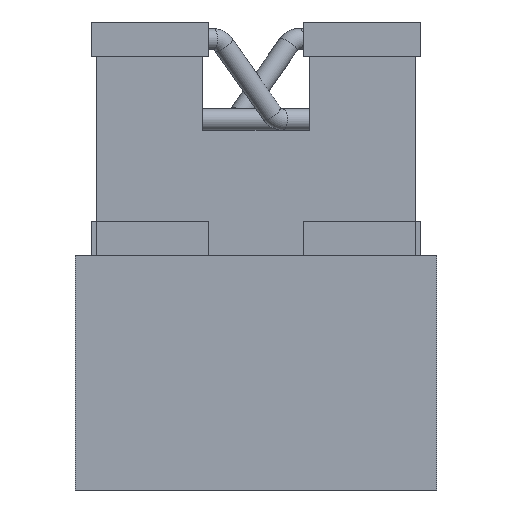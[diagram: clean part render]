
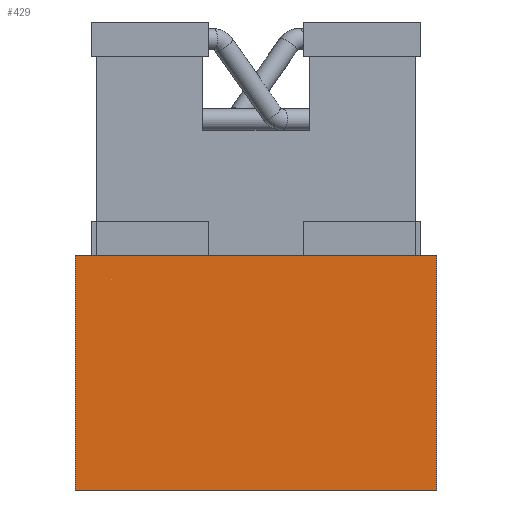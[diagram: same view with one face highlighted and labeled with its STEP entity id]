
A CAD part, left-side view. The second image highlights one B-rep face of the part: STEP entity #429.
In plain terms, the highlighted planar face has unit normal (-1, 0, 0).
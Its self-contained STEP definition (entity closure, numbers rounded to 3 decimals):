
#429 = ADVANCED_FACE( '', ( #776 ), #777, .T. );
#776 = FACE_OUTER_BOUND( '', #1266, .T. );
#777 = PLANE( '', #1267 );
#1266 = EDGE_LOOP( '', ( #5300, #5301, #5302, #5303 ) );
#1267 = AXIS2_PLACEMENT_3D( '', #5304, #5305, #5306 );
#5300 = ORIENTED_EDGE( '', *, *, #6214, .F. );
#5301 = ORIENTED_EDGE( '', *, *, #6215, .F. );
#5302 = ORIENTED_EDGE( '', *, *, #6216, .T. );
#5303 = ORIENTED_EDGE( '', *, *, #6217, .T. );
#5304 = CARTESIAN_POINT( '', ( -0.8, 0.425, -0.55 ) );
#5305 = DIRECTION( '', ( -1., 0., 0. ) );
#5306 = DIRECTION( '', ( 0., 0., 1. ) );
#6214 = EDGE_CURVE( '', #6478, #6479, #6480, .T. );
#6215 = EDGE_CURVE( '', #6481, #6478, #6482, .T. );
#6216 = EDGE_CURVE( '', #6481, #6483, #6484, .T. );
#6217 = EDGE_CURVE( '', #6483, #6479, #6485, .T. );
#6478 = VERTEX_POINT( '', #6874 );
#6479 = VERTEX_POINT( '', #6875 );
#6480 = LINE( '', #6876, #6877 );
#6481 = VERTEX_POINT( '', #6878 );
#6482 = LINE( '', #6879, #6880 );
#6483 = VERTEX_POINT( '', #6881 );
#6484 = LINE( '', #6882, #6883 );
#6485 = LINE( '', #6884, #6885 );
#6874 = CARTESIAN_POINT( '', ( -0.8, 0.425, 0. ) );
#6875 = CARTESIAN_POINT( '', ( -0.8, -0.425, 0. ) );
#6876 = CARTESIAN_POINT( '', ( -0.8, 0.425, 0. ) );
#6877 = VECTOR( '', #7358, 1000. );
#6878 = CARTESIAN_POINT( '', ( -0.8, 0.425, -0.55 ) );
#6879 = CARTESIAN_POINT( '', ( -0.8, 0.425, -0.55 ) );
#6880 = VECTOR( '', #7359, 1000. );
#6881 = CARTESIAN_POINT( '', ( -0.8, -0.425, -0.55 ) );
#6882 = CARTESIAN_POINT( '', ( -0.8, 0.425, -0.55 ) );
#6883 = VECTOR( '', #7360, 1000. );
#6884 = CARTESIAN_POINT( '', ( -0.8, -0.425, -0.55 ) );
#6885 = VECTOR( '', #7361, 1000. );
#7358 = DIRECTION( '', ( 0., -1., 0. ) );
#7359 = DIRECTION( '', ( 0., 0., 1. ) );
#7360 = DIRECTION( '', ( 0., -1., 0. ) );
#7361 = DIRECTION( '', ( 0., 0., 1. ) );
